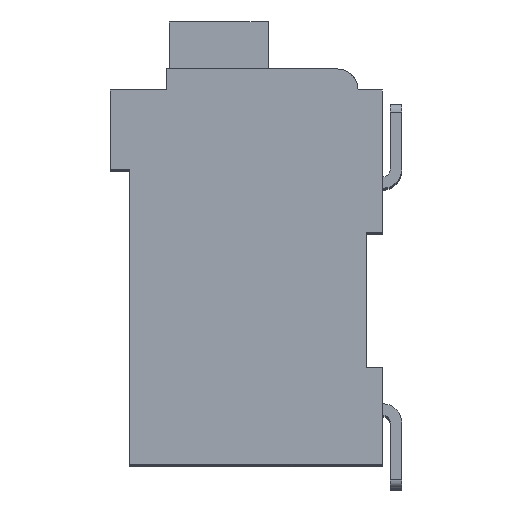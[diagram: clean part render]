
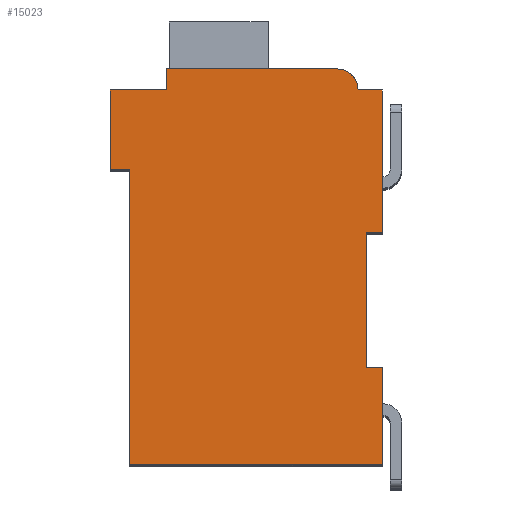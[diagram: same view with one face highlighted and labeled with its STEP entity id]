
A CAD part, top view. The second image highlights one B-rep face of the part: STEP entity #15023.
In plain terms, the highlighted planar face has unit normal (0, 0, 1).
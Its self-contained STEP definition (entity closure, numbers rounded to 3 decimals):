
#1698=DIRECTION('',(1.,0.,0.));
#1699=VECTOR('',#1698,0.5);
#1700=CARTESIAN_POINT('',(7.3,7.15,2.1));
#1701=LINE('',#1700,#1699);
#1702=DIRECTION('',(0.,1.,0.));
#1703=VECTOR('',#1702,4.15);
#1704=CARTESIAN_POINT('',(7.3,3.,2.1));
#1705=LINE('',#1704,#1703);
#1706=DIRECTION('',(-1.,0.,0.));
#1707=VECTOR('',#1706,0.5);
#1708=CARTESIAN_POINT('',(7.8,3.,2.1));
#1709=LINE('',#1708,#1707);
#1710=DIRECTION('',(0.,1.,0.));
#1711=VECTOR('',#1710,3.);
#1712=CARTESIAN_POINT('',(7.8,0.,2.1));
#1713=LINE('',#1712,#1711);
#1714=DIRECTION('',(1.,0.,0.));
#1715=VECTOR('',#1714,7.8);
#1716=CARTESIAN_POINT('',(0.,0.,2.1));
#1717=LINE('',#1716,#1715);
#1718=DIRECTION('',(0.,-1.,0.));
#1719=VECTOR('',#1718,9.1);
#1720=CARTESIAN_POINT('',(0.,9.1,2.1));
#1721=LINE('',#1720,#1719);
#1722=DIRECTION('',(1.,0.,0.));
#1723=VECTOR('',#1722,0.6);
#1724=CARTESIAN_POINT('',(-0.6,9.1,2.1));
#1725=LINE('',#1724,#1723);
#1726=DIRECTION('',(0.,-1.,0.));
#1727=VECTOR('',#1726,2.45);
#1728=CARTESIAN_POINT('',(-0.6,11.55,2.1));
#1729=LINE('',#1728,#1727);
#1730=DIRECTION('',(-1.,0.,0.));
#1731=VECTOR('',#1730,1.75);
#1732=CARTESIAN_POINT('',(1.15,11.55,2.1));
#1733=LINE('',#1732,#1731);
#1734=DIRECTION('',(0.,-1.,0.));
#1735=VECTOR('',#1734,0.65);
#1736=CARTESIAN_POINT('',(1.15,12.2,2.1));
#1737=LINE('',#1736,#1735);
#1738=DIRECTION('',(-1.,0.,0.));
#1739=VECTOR('',#1738,5.25);
#1740=CARTESIAN_POINT('',(6.4,12.2,2.1));
#1741=LINE('',#1740,#1739);
#1742=CARTESIAN_POINT('',(6.4,11.55,2.1));
#1743=DIRECTION('',(0.,0.,1.));
#1744=DIRECTION('',(1.,0.,0.));
#1745=AXIS2_PLACEMENT_3D('',#1742,#1743,#1744);
#1747=DIRECTION('',(-1.,0.,0.));
#1748=VECTOR('',#1747,0.75);
#1749=CARTESIAN_POINT('',(7.8,11.55,2.1));
#1750=LINE('',#1749,#1748);
#1751=DIRECTION('',(0.,1.,0.));
#1752=VECTOR('',#1751,4.4);
#1753=CARTESIAN_POINT('',(7.8,7.15,2.1));
#1754=LINE('',#1753,#1752);
#10419=CARTESIAN_POINT('',(7.3,7.15,2.1));
#10420=CARTESIAN_POINT('',(7.8,7.15,2.1));
#10421=VERTEX_POINT('',#10419);
#10422=VERTEX_POINT('',#10420);
#10423=CARTESIAN_POINT('',(7.8,11.55,2.1));
#10424=VERTEX_POINT('',#10423);
#10425=CARTESIAN_POINT('',(7.05,11.55,2.1));
#10426=VERTEX_POINT('',#10425);
#10427=CARTESIAN_POINT('',(6.4,12.2,2.1));
#10428=VERTEX_POINT('',#10427);
#10429=CARTESIAN_POINT('',(1.15,12.2,2.1));
#10430=VERTEX_POINT('',#10429);
#10431=CARTESIAN_POINT('',(1.15,11.55,2.1));
#10432=VERTEX_POINT('',#10431);
#10433=CARTESIAN_POINT('',(-0.6,11.55,2.1));
#10434=VERTEX_POINT('',#10433);
#10435=CARTESIAN_POINT('',(-0.6,9.1,2.1));
#10436=VERTEX_POINT('',#10435);
#10437=CARTESIAN_POINT('',(0.,9.1,2.1));
#10438=VERTEX_POINT('',#10437);
#10439=CARTESIAN_POINT('',(0.,0.,2.1));
#10440=VERTEX_POINT('',#10439);
#10441=CARTESIAN_POINT('',(7.8,0.,2.1));
#10442=VERTEX_POINT('',#10441);
#10443=CARTESIAN_POINT('',(7.8,3.,2.1));
#10444=VERTEX_POINT('',#10443);
#10445=CARTESIAN_POINT('',(7.3,3.,2.1));
#10446=VERTEX_POINT('',#10445);
#14993=CARTESIAN_POINT('',(0.,0.,2.1));
#14994=DIRECTION('',(0.,0.,1.));
#14995=DIRECTION('',(1.,0.,0.));
#14996=AXIS2_PLACEMENT_3D('',#14993,#14994,#14995);
#14997=PLANE('',#14996);
#14998=ORIENTED_EDGE('',*,*,#13660,.F.);
#14999=ORIENTED_EDGE('',*,*,#14196,.F.);
#15001=ORIENTED_EDGE('',*,*,#15000,.F.);
#15003=ORIENTED_EDGE('',*,*,#15002,.F.);
#15004=ORIENTED_EDGE('',*,*,#14719,.F.);
#15005=ORIENTED_EDGE('',*,*,#14620,.F.);
#15007=ORIENTED_EDGE('',*,*,#15006,.F.);
#15009=ORIENTED_EDGE('',*,*,#15008,.F.);
#15011=ORIENTED_EDGE('',*,*,#15010,.F.);
#15013=ORIENTED_EDGE('',*,*,#15012,.F.);
#15015=ORIENTED_EDGE('',*,*,#15014,.F.);
#15017=ORIENTED_EDGE('',*,*,#15016,.F.);
#15019=ORIENTED_EDGE('',*,*,#15018,.F.);
#15020=ORIENTED_EDGE('',*,*,#13952,.F.);
#15021=EDGE_LOOP('',(#14998,#14999,#15001,#15003,#15004,#15005,#15007,#15009,
#15011,#15013,#15015,#15017,#15019,#15020));
#15022=FACE_OUTER_BOUND('',#15021,.F.);
#1746=CIRCLE('',#1745,0.65);
#13660=EDGE_CURVE('',#10421,#10422,#1701,.T.);
#13952=EDGE_CURVE('',#10422,#10424,#1754,.T.);
#14196=EDGE_CURVE('',#10446,#10421,#1705,.T.);
#14620=EDGE_CURVE('',#10438,#10440,#1721,.T.);
#14719=EDGE_CURVE('',#10440,#10442,#1717,.T.);
#15000=EDGE_CURVE('',#10444,#10446,#1709,.T.);
#15002=EDGE_CURVE('',#10442,#10444,#1713,.T.);
#15006=EDGE_CURVE('',#10436,#10438,#1725,.T.);
#15008=EDGE_CURVE('',#10434,#10436,#1729,.T.);
#15010=EDGE_CURVE('',#10432,#10434,#1733,.T.);
#15012=EDGE_CURVE('',#10430,#10432,#1737,.T.);
#15014=EDGE_CURVE('',#10428,#10430,#1741,.T.);
#15016=EDGE_CURVE('',#10426,#10428,#1746,.T.);
#15018=EDGE_CURVE('',#10424,#10426,#1750,.T.);
#15023=ADVANCED_FACE('',(#15022),#14997,.T.);
